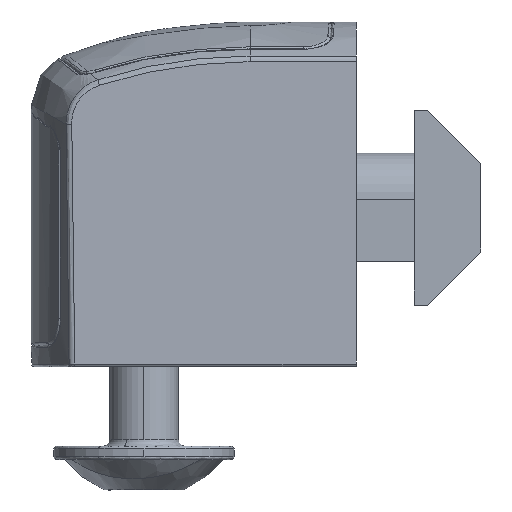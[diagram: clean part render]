
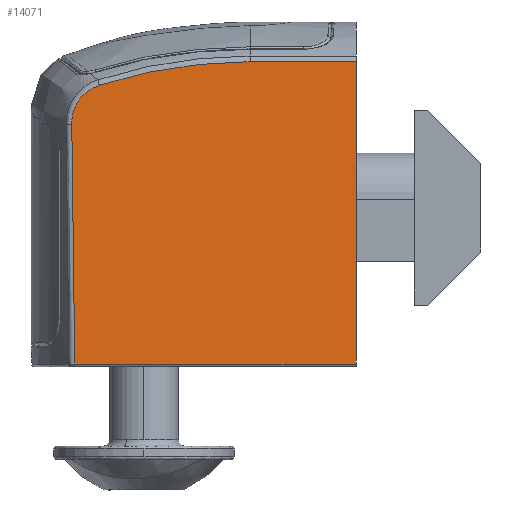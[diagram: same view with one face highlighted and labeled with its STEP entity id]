
A CAD part, left-side view. The second image highlights one B-rep face of the part: STEP entity #14071.
In plain terms, the highlighted planar face has unit normal (-1, 0, 0.021).
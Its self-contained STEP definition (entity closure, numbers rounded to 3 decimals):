
#918 = CARTESIAN_POINT ( 'NONE',  ( -10.02, 10.819, 22.897 ) ) ;
#1035 = CARTESIAN_POINT ( 'NONE',  ( -10.038, 16.46, 22.04 ) ) ;
#1846 = CARTESIAN_POINT ( 'NONE',  ( -10.063, 20.141, 20.85 ) ) ;
#1986 = DIRECTION ( 'NONE',  ( 0.021, 0., 1. ) ) ;
#2905 = CARTESIAN_POINT ( 'NONE',  ( -10.055, 19.346, 21.231 ) ) ;
#3240 = CARTESIAN_POINT ( 'NONE',  ( -10.496, 21.222, 0.204 ) ) ;
#3445 = DIRECTION ( 'NONE',  ( -1., 0., 0.021 ) ) ;
#3598 = CARTESIAN_POINT ( 'NONE',  ( -10.023, 12.071, 22.784 ) ) ;
#3713 = CARTESIAN_POINT ( 'NONE',  ( -10.043, 17.447, 21.805 ) ) ;
#4525 = CARTESIAN_POINT ( 'NONE',  ( -10.073, 20.701, 20.387 ) ) ;
#4708 = CARTESIAN_POINT ( 'NONE',  ( -10.018, 0., 23.011 ) ) ;
#6010 = VECTOR ( 'NONE', #25926, 1000. ) ;
#6156 = CARTESIAN_POINT ( 'NONE',  ( -10.018, 8.465, 23.011 ) ) ;
#6264 = CARTESIAN_POINT ( 'NONE',  ( -10.026, 13.324, 22.622 ) ) ;
#6369 = CARTESIAN_POINT ( 'NONE',  ( -10.055, 19.346, 21.231 ) ) ;
#7168 = CARTESIAN_POINT ( 'NONE',  ( -10.085, 21.106, 19.789 ) ) ;
#7528 = CARTESIAN_POINT ( 'NONE',  ( -10.496, 0., 0.204 ) ) ;
#7727 = ORIENTED_EDGE ( 'NONE', *, *, #17414, .T. ) ;
#8641 = PLANE ( 'NONE',  #30060 ) ;
#8787 = CARTESIAN_POINT ( 'NONE',  ( -10.018, 0., 23.011 ) ) ;
#8885 = CARTESIAN_POINT ( 'NONE',  ( -10.027, 13.623, 22.578 ) ) ;
#9003 = DIRECTION ( 'NONE',  ( 0., 1., 0. ) ) ;
#9790 = CARTESIAN_POINT ( 'NONE',  ( -10.093, 21.262, 19.417 ) ) ;
#11045 = CARTESIAN_POINT ( 'NONE',  ( -10.117, 21.445, 18.305 ) ) ;
#11397 = CARTESIAN_POINT ( 'NONE',  ( -10.018, 9.174, 22.997 ) ) ;
#11509 = CARTESIAN_POINT ( 'NONE',  ( -10.029, 14.237, 22.484 ) ) ;
#11610 = B_SPLINE_CURVE_WITH_KNOTS ( 'NONE', 3,
 ( #24516, #6156, #11397, #29759, #14012, #32404, #16688, #918, #19354, #3598, #21984, #6264, #24627, #8885, #27243, #11509, #29877, #14119, #32522, #16810, #1035, #19457, #3713, #22098, #6369 ),
 .UNSPECIFIED., .F., .F.,
 ( 4, 1, 1, 1, 2, 2, 1, 1, 1, 2, 2, 1, 1, 1, 2, 2, 4 ),
 ( 0., 0.125, 0.187, 0.219, 0.234, 0.25, 0.375, 0.437, 0.469, 0.484, 0.5, 0.625, 0.687, 0.719, 0.734, 0.75, 1. ),
 .UNSPECIFIED. ) ;
#12200 = ORIENTED_EDGE ( 'NONE', *, *, #18632, .T. ) ;
#12296 = CARTESIAN_POINT ( 'NONE',  ( -10.056, 19.504, 21.18 ) ) ;
#12408 = CARTESIAN_POINT ( 'NONE',  ( -10.096, 21.301, 19.3 ) ) ;
#12630 = VERTEX_POINT ( 'NONE', #2905 ) ;
#13824 = EDGE_CURVE ( 'NONE', #14230, #19528, #23946, .T. ) ;
#14012 = CARTESIAN_POINT ( 'NONE',  ( -10.02, 10.448, 22.925 ) ) ;
#14071 = ADVANCED_FACE ( 'NONE', ( #29211 ), #8641, .T. ) ;
#14119 = CARTESIAN_POINT ( 'NONE',  ( -10.035, 15.777, 22.193 ) ) ;
#14230 = VERTEX_POINT ( 'NONE', #24291 ) ;
#14301 = ORIENTED_EDGE ( 'NONE', *, *, #28062, .T. ) ;
#14924 = CARTESIAN_POINT ( 'NONE',  ( -10.058, 19.729, 21.089 ) ) ;
#15055 = CARTESIAN_POINT ( 'NONE',  ( -10.11, 21.449, 18.638 ) ) ;
#15383 = VECTOR ( 'NONE', #9003, 1000. ) ;
#16252 = ORIENTED_EDGE ( 'NONE', *, *, #13824, .T. ) ;
#16688 = CARTESIAN_POINT ( 'NONE',  ( -10.02, 10.755, 22.902 ) ) ;
#16810 = CARTESIAN_POINT ( 'NONE',  ( -10.038, 16.347, 22.066 ) ) ;
#17414 = EDGE_CURVE ( 'NONE', #33877, #14230, #26138, .T. ) ;
#17611 = CARTESIAN_POINT ( 'NONE',  ( -10.062, 20.076, 20.892 ) ) ;
#17781 = VECTOR ( 'NONE', #1986, 1000. ) ;
#18193 = EDGE_LOOP ( 'NONE', ( #14301, #25041, #26354, #7727, #16252, #12200 ) ) ;
#18632 = EDGE_CURVE ( 'NONE', #19528, #26360, #29335, .T. ) ;
#18680 = EDGE_CURVE ( 'NONE', #31382, #33877, #33836, .T. ) ;
#18994 = CARTESIAN_POINT ( 'NONE',  ( -10.37, 21.298, 6.198 ) ) ;
#19119 = B_SPLINE_CURVE_WITH_KNOTS ( 'NONE', 3,
 ( #27787, #12296, #14924, #33321, #17611, #1846, #20241, #4525, #22905, #7168, #25545, #9790, #28134, #12408, #30780, #15055, #33431 ),
 .UNSPECIFIED., .F., .F.,
 ( 4, 1, 2, 2, 2, 1, 1, 2, 2, 4 ),
 ( 0., 0.125, 0.188, 0.25, 0.5, 0.625, 0.688, 0.719, 0.75, 1. ),
 .UNSPECIFIED. ) ;
#19202 = CARTESIAN_POINT ( 'NONE',  ( -10.5, 0., 0. ) ) ;
#19354 = CARTESIAN_POINT ( 'NONE',  ( -10.021, 11.355, 22.854 ) ) ;
#19457 = CARTESIAN_POINT ( 'NONE',  ( -10.039, 16.518, 22.026 ) ) ;
#19528 = VERTEX_POINT ( 'NONE', #4708 ) ;
#20241 = CARTESIAN_POINT ( 'NONE',  ( -10.068, 20.474, 20.614 ) ) ;
#21837 = DIRECTION ( 'NONE',  ( 0.021, 0., 1. ) ) ;
#21984 = CARTESIAN_POINT ( 'NONE',  ( -10.025, 12.906, 22.68 ) ) ;
#22098 = CARTESIAN_POINT ( 'NONE',  ( -10.049, 18.372, 21.544 ) ) ;
#22905 = CARTESIAN_POINT ( 'NONE',  ( -10.081, 20.983, 19.995 ) ) ;
#23946 = LINE ( 'NONE', #33448, #17781 ) ;
#24291 = CARTESIAN_POINT ( 'NONE',  ( -10.496, 0., 0.204 ) ) ;
#24495 = EDGE_CURVE ( 'NONE', #12630, #31382, #19119, .T. ) ;
#24516 = CARTESIAN_POINT ( 'NONE',  ( -10.018, 8., 23.011 ) ) ;
#24627 = CARTESIAN_POINT ( 'NONE',  ( -10.027, 13.503, 22.595 ) ) ;
#24919 = CARTESIAN_POINT ( 'NONE',  ( -10.496, 21.222, 0.204 ) ) ;
#25041 = ORIENTED_EDGE ( 'NONE', *, *, #24495, .T. ) ;
#25219 = CARTESIAN_POINT ( 'NONE',  ( -10.018, 8., 23.011 ) ) ;
#25545 = CARTESIAN_POINT ( 'NONE',  ( -10.091, 21.22, 19.531 ) ) ;
#25926 = DIRECTION ( 'NONE',  ( 0., -1., 0. ) ) ;
#26138 = LINE ( 'NONE', #7528, #6010 ) ;
#26354 = ORIENTED_EDGE ( 'NONE', *, *, #18680, .T. ) ;
#26360 = VERTEX_POINT ( 'NONE', #25219 ) ;
#26786 = CARTESIAN_POINT ( 'NONE',  ( -10.244, 21.372, 12.231 ) ) ;
#27243 = CARTESIAN_POINT ( 'NONE',  ( -10.027, 13.68, 22.569 ) ) ;
#27787 = CARTESIAN_POINT ( 'NONE',  ( -10.055, 19.346, 21.231 ) ) ;
#28062 = EDGE_CURVE ( 'NONE', #26360, #12630, #11610, .T. ) ;
#28134 = CARTESIAN_POINT ( 'NONE',  ( -10.095, 21.288, 19.34 ) ) ;
#29211 = FACE_OUTER_BOUND ( 'NONE', #18193, .T. ) ;
#29335 = LINE ( 'NONE', #8787, #15383 ) ;
#29759 = CARTESIAN_POINT ( 'NONE',  ( -10.019, 10.02, 22.953 ) ) ;
#29877 = CARTESIAN_POINT ( 'NONE',  ( -10.032, 14.962, 22.359 ) ) ;
#30060 = AXIS2_PLACEMENT_3D ( 'NONE', #19202, #3445, #21837 ) ;
#30780 = CARTESIAN_POINT ( 'NONE',  ( -10.103, 21.405, 18.957 ) ) ;
#31382 = VERTEX_POINT ( 'NONE', #33915 ) ;
#32404 = CARTESIAN_POINT ( 'NONE',  ( -10.02, 10.632, 22.912 ) ) ;
#32522 = CARTESIAN_POINT ( 'NONE',  ( -10.037, 16.177, 22.105 ) ) ;
#33321 = CARTESIAN_POINT ( 'NONE',  ( -10.061, 19.939, 20.974 ) ) ;
#33431 = CARTESIAN_POINT ( 'NONE',  ( -10.117, 21.445, 18.305 ) ) ;
#33448 = CARTESIAN_POINT ( 'NONE',  ( -10.496, 0., 0.204 ) ) ;
#33836 = B_SPLINE_CURVE_WITH_KNOTS ( 'NONE', 3,
 ( #11045, #26786, #18994, #3240 ),
 .UNSPECIFIED., .F., .F.,
 ( 4, 4 ),
 ( 0., 1. ),
 .UNSPECIFIED. ) ;
#33877 = VERTEX_POINT ( 'NONE', #24919 ) ;
#33915 = CARTESIAN_POINT ( 'NONE',  ( -10.117, 21.445, 18.305 ) ) ;
